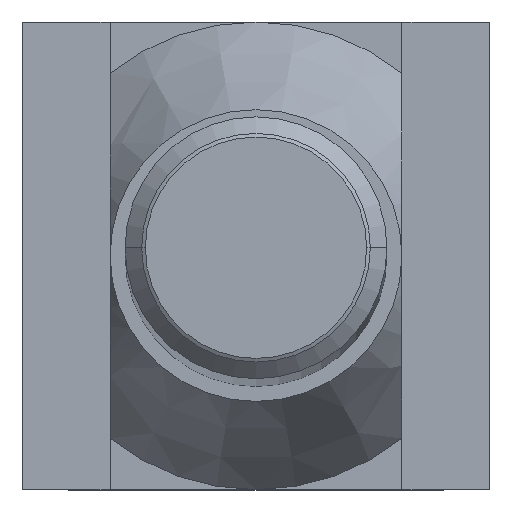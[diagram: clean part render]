
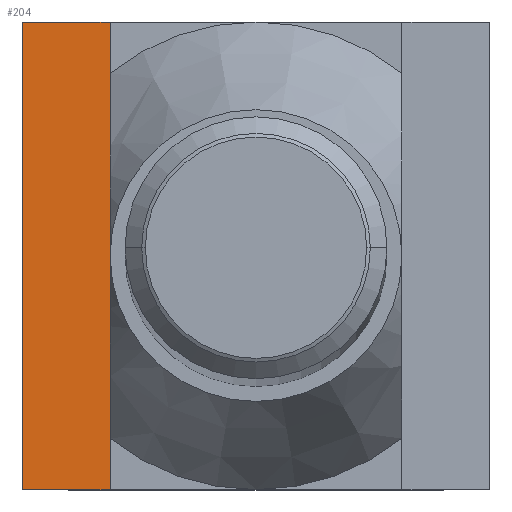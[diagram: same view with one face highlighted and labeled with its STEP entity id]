
A CAD part, top view. The second image highlights one B-rep face of the part: STEP entity #204.
In plain terms, the highlighted planar face has unit normal (0, 0, 1).
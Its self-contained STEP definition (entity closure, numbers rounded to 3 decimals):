
#152=VERTEX_POINT('',#409);
#180=VERTEX_POINT('',#440);
#188=EDGE_CURVE('',#180,#152,#448,.T.);
#192=EDGE_CURVE('',#180,#210,#452,.T.);
#204=ADVANCED_FACE('',(#465),#466,.T.);
#210=VERTEX_POINT('',#472);
#212=EDGE_CURVE('',#226,#210,#474,.T.);
#218=EDGE_CURVE('',#152,#226,#481,.T.);
#226=VERTEX_POINT('',#491);
#409=CARTESIAN_POINT('',(-12.5,12.5,0.0));
#440=CARTESIAN_POINT('',(-7.8,12.5,0.0));
#448=LINE('',#744,#745);
#452=LINE('',#752,#753);
#465=FACE_OUTER_BOUND('',#770,.T.);
#466=PLANE('',#771);
#472=CARTESIAN_POINT('',(-7.8,-12.5,0.0));
#474=LINE('',#783,#784);
#481=LINE('',#792,#793);
#491=CARTESIAN_POINT('',(-12.5,-12.5,0.0));
#744=CARTESIAN_POINT('',(-7.8,12.5,0.0));
#745=VECTOR('',#1116,1.0);
#752=CARTESIAN_POINT('',(-7.8,0.,0.0));
#753=VECTOR('',#1118,1.0);
#770=EDGE_LOOP('',(#1135,#1136,#1137,#1138));
#771=AXIS2_PLACEMENT_3D('',#1139,#1140,#1141);
#783=CARTESIAN_POINT('',(-7.8,-12.5,0.0));
#784=VECTOR('',#1146,1.0);
#792=CARTESIAN_POINT('',(-12.5,0.,0.0));
#793=VECTOR('',#1155,1.0);
#1116=DIRECTION('',(-1.0,0.0,0.0));
#1118=DIRECTION('',(0.0,-1.0,0.));
#1135=ORIENTED_EDGE('',*,*,#212,.T.);
#1136=ORIENTED_EDGE('',*,*,#192,.F.);
#1137=ORIENTED_EDGE('',*,*,#188,.T.);
#1138=ORIENTED_EDGE('',*,*,#218,.T.);
#1139=CARTESIAN_POINT('',(-12.5,0.,0.0));
#1140=DIRECTION('',(0.0,0.,1.0));
#1141=DIRECTION('',(0.0,-1.0,0.));
#1146=DIRECTION('',(1.0,0.0,0.0));
#1155=DIRECTION('',(0.0,-1.0,0.));
